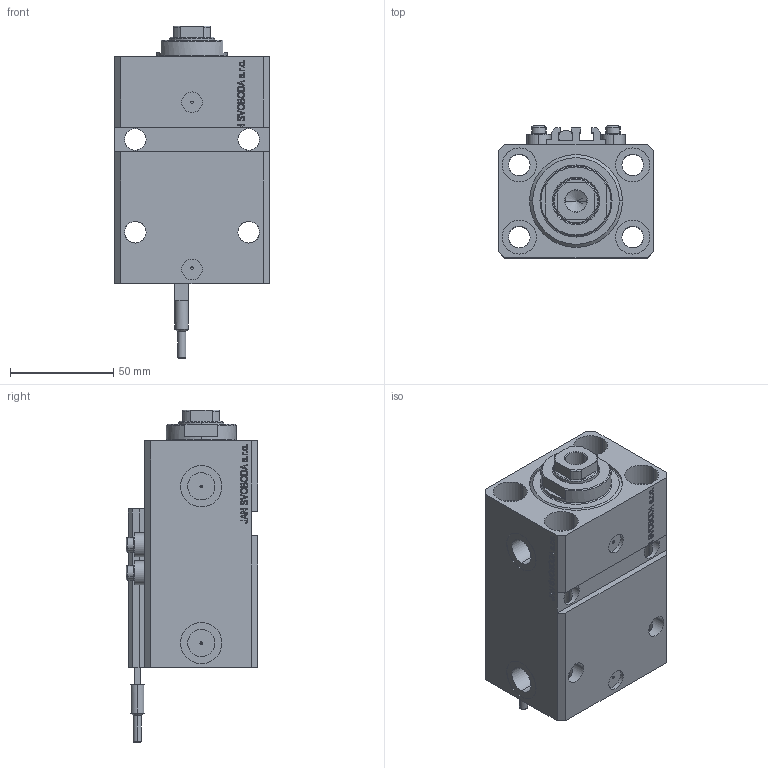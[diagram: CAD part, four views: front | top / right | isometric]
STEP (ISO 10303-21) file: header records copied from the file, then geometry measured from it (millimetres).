
FILE_DESCRIPTION (( 'STEP AP203' ), '1' );
FILE_NAME ('b4e9.STEP', '2023-10-07T16:06:47', ( '' ), ( '' ), 'SwSTEP 2.0', 'SolidWorks 2019', '' );
FILE_SCHEMA (( 'CONFIG_CONTROL_DESIGN' ));
Length unit declared in the file: millimetre
Products named in the file (6): SWITCH_V250CE ec8a1758fc0781988ae2c13dcab6e413; V250CE_C_VCP ec8a1758fc0781988ae2c13dcab6e413; ALLEN BOLT V250CE ec8a1758fc0781988ae2c13dcab6e413; V250CE_E_Body ec8a1758fc0781988ae2c13dcab6e413; b4e9; V250CE_VC_E ec8a1758fc0781988ae2c13dcab6e413
Assembly tree (8 placements, depth 2):
  b4e9
    V250CE_E_Body ec8a1758fc0781988ae2c13dcab6e413
    ALLEN BOLT V250CE ec8a1758fc0781988ae2c13dcab6e413  x4
    V250CE_C_VCP ec8a1758fc0781988ae2c13dcab6e413
    V250CE_VC_E ec8a1758fc0781988ae2c13dcab6e413
    SWITCH_V250CE ec8a1758fc0781988ae2c13dcab6e413
Bounding box: 75 x 64 x 161 mm (x, y, z)
Volume: 379504.2 mm3; surface area: 98165.6 mm2
Topology: 9 solids, 9 shells, 1126 faces, 2802 edges, 1801 vertices
Faces by surface type: plane 534, bspline 354, cylinder 164, cone 58, torus 16
Entity records: 48671 total; most frequent: CARTESIAN_POINT 25071, ORIENTED_EDGE 5294, DIRECTION 3567, EDGE_CURVE 2647, VERTEX_POINT 1717, VECTOR 1585, LINE 1585, EDGE_LOOP 1192
